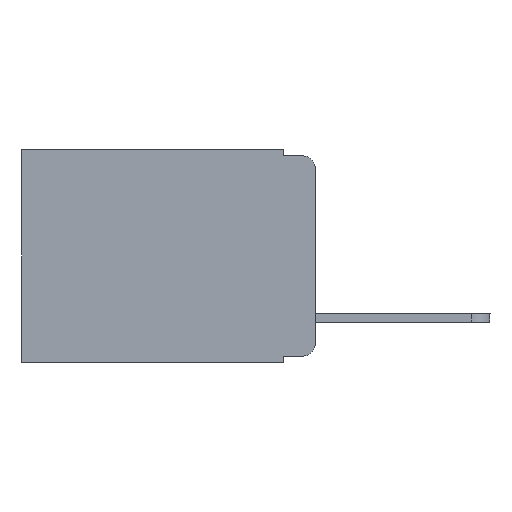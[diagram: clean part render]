
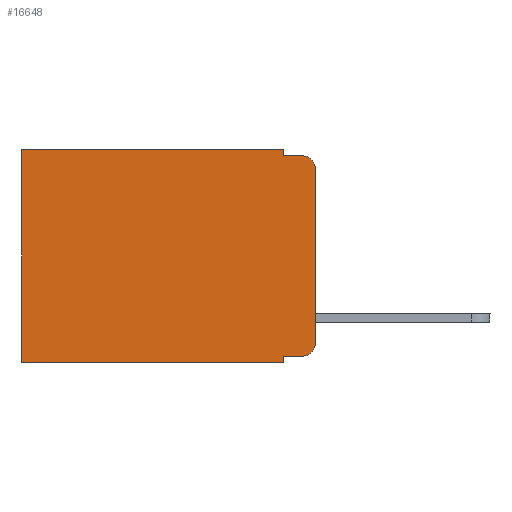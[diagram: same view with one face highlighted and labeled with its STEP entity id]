
A CAD part, left-side view. The second image highlights one B-rep face of the part: STEP entity #16648.
In plain terms, the highlighted planar face has unit normal (-1, 0, 0).
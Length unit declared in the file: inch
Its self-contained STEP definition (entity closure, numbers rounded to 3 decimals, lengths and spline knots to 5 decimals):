
#22 = VERTEX_POINT ( 'NONE', #3805 ) ;
#36 = CARTESIAN_POINT ( 'NONE',  ( 0.298, 0.051, -0.343 ) ) ;
#170 = VECTOR ( 'NONE', #15951, 39.37008 ) ;
#406 = ORIENTED_EDGE ( 'NONE', *, *, #16810, .T. ) ;
#417 = EDGE_CURVE ( 'NONE', #22, #17108, #17380, .T. ) ;
#1325 = DIRECTION ( 'NONE',  ( 0., 1., 0. ) ) ;
#1529 = ORIENTED_EDGE ( 'NONE', *, *, #3893, .F. ) ;
#2039 = CIRCLE ( 'NONE', #13905, 0.02 ) ;
#2239 = EDGE_LOOP ( 'NONE', ( #1529, #10123, #17412, #11762, #406, #17000, #15593, #17231, #12763, #15005 ) ) ;
#2493 = CARTESIAN_POINT ( 'NONE',  ( 0.298, 0.051, 0. ) ) ;
#2561 = LINE ( 'NONE', #6952, #13889 ) ;
#2572 = LINE ( 'NONE', #7050, #18141 ) ;
#2653 = CARTESIAN_POINT ( 'NONE',  ( 0.298, 0., 0. ) ) ;
#3581 = LINE ( 'NONE', #8878, #8579 ) ;
#3805 = CARTESIAN_POINT ( 'NONE',  ( 0.298, 0.051, 0. ) ) ;
#3893 = EDGE_CURVE ( 'NONE', #16281, #10204, #15287, .T. ) ;
#3976 = DIRECTION ( 'NONE',  ( 0., 0., -1. ) ) ;
#4048 = DIRECTION ( 'NONE',  ( 0., 0., -1. ) ) ;
#4491 = EDGE_CURVE ( 'NONE', #9996, #10204, #2039, .T. ) ;
#4886 = CARTESIAN_POINT ( 'NONE',  ( 0.298, 0., -0.313 ) ) ;
#5203 = VERTEX_POINT ( 'NONE', #15481 ) ;
#5781 = CARTESIAN_POINT ( 'NONE',  ( 0.298, 0., -0.343 ) ) ;
#5846 = CIRCLE ( 'NONE', #8399, 0.02 ) ;
#6008 = AXIS2_PLACEMENT_3D ( 'NONE', #2653, #11758, #3976 ) ;
#6952 = CARTESIAN_POINT ( 'NONE',  ( 0.298, 0.473, 0. ) ) ;
#6995 = CARTESIAN_POINT ( 'NONE',  ( 0.298, 0.02, -0.313 ) ) ;
#7050 = CARTESIAN_POINT ( 'NONE',  ( 0.298, 0.051, 0. ) ) ;
#7198 = DIRECTION ( 'NONE',  ( 0., 0., -1. ) ) ;
#7233 = CARTESIAN_POINT ( 'NONE',  ( 0.298, 0.02, -0.333 ) ) ;
#7686 = LINE ( 'NONE', #14073, #8632 ) ;
#8229 = DIRECTION ( 'NONE',  ( 0., 0., -1. ) ) ;
#8280 = EDGE_CURVE ( 'NONE', #13310, #10096, #2572, .T. ) ;
#8399 = AXIS2_PLACEMENT_3D ( 'NONE', #15834, #11367, #8229 ) ;
#8579 = VECTOR ( 'NONE', #1325, 39.37008 ) ;
#8632 = VECTOR ( 'NONE', #15380, 39.37008 ) ;
#8878 = CARTESIAN_POINT ( 'NONE',  ( 0.298, 0., 0. ) ) ;
#9415 = VECTOR ( 'NONE', #16445, 39.37008 ) ;
#9463 = CARTESIAN_POINT ( 'NONE',  ( 0.298, 0., -0.03 ) ) ;
#9565 = CARTESIAN_POINT ( 'NONE',  ( 0.298, 0.02, -0.01 ) ) ;
#9996 = VERTEX_POINT ( 'NONE', #7233 ) ;
#10096 = VERTEX_POINT ( 'NONE', #36 ) ;
#10123 = ORIENTED_EDGE ( 'NONE', *, *, #19261, .T. ) ;
#10186 = PLANE ( 'NONE',  #6008 ) ;
#10204 = VERTEX_POINT ( 'NONE', #4886 ) ;
#10307 = EDGE_CURVE ( 'NONE', #17108, #13240, #7686, .T. ) ;
#10485 = LINE ( 'NONE', #5781, #11657 ) ;
#11245 = CARTESIAN_POINT ( 'NONE',  ( 0.298, 0., 0. ) ) ;
#11367 = DIRECTION ( 'NONE',  ( -1., 0., 0. ) ) ;
#11657 = VECTOR ( 'NONE', #11725, 39.37008 ) ;
#11725 = DIRECTION ( 'NONE',  ( 0., 1., 0. ) ) ;
#11758 = DIRECTION ( 'NONE',  ( 1., 0., 0. ) ) ;
#11762 = ORIENTED_EDGE ( 'NONE', *, *, #417, .F. ) ;
#12553 = VERTEX_POINT ( 'NONE', #16930 ) ;
#12763 = ORIENTED_EDGE ( 'NONE', *, *, #18874, .T. ) ;
#13166 = DIRECTION ( 'NONE',  ( 0., 0., -1. ) ) ;
#13240 = VERTEX_POINT ( 'NONE', #9565 ) ;
#13310 = VERTEX_POINT ( 'NONE', #14103 ) ;
#13406 = CARTESIAN_POINT ( 'NONE',  ( 0.298, 0.051, -0.333 ) ) ;
#13889 = VECTOR ( 'NONE', #4048, 39.37008 ) ;
#13905 = AXIS2_PLACEMENT_3D ( 'NONE', #6995, #17662, #7198 ) ;
#14073 = CARTESIAN_POINT ( 'NONE',  ( 0.298, 0.051, -0.01 ) ) ;
#14103 = CARTESIAN_POINT ( 'NONE',  ( 0.298, 0.051, -0.333 ) ) ;
#14124 = EDGE_CURVE ( 'NONE', #12553, #5203, #2561, .T. ) ;
#14832 = VECTOR ( 'NONE', #18758, 39.37008 ) ;
#15005 = ORIENTED_EDGE ( 'NONE', *, *, #4491, .T. ) ;
#15238 = EDGE_CURVE ( 'NONE', #10096, #5203, #10485, .T. ) ;
#15287 = LINE ( 'NONE', #11245, #14832 ) ;
#15380 = DIRECTION ( 'NONE',  ( 0., -1., 0. ) ) ;
#15481 = CARTESIAN_POINT ( 'NONE',  ( 0.298, 0.473, -0.343 ) ) ;
#15523 = LINE ( 'NONE', #13406, #9415 ) ;
#15593 = ORIENTED_EDGE ( 'NONE', *, *, #15238, .F. ) ;
#15753 = CARTESIAN_POINT ( 'NONE',  ( 0.298, 0.051, -0.01 ) ) ;
#15834 = CARTESIAN_POINT ( 'NONE',  ( 0.298, 0.02, -0.03 ) ) ;
#15951 = DIRECTION ( 'NONE',  ( 0., 0., -1. ) ) ;
#16281 = VERTEX_POINT ( 'NONE', #9463 ) ;
#16445 = DIRECTION ( 'NONE',  ( 0., -1., 0. ) ) ;
#16648 = ADVANCED_FACE ( 'NONE', ( #19175 ), #10186, .F. ) ;
#16810 = EDGE_CURVE ( 'NONE', #22, #12553, #3581, .T. ) ;
#16930 = CARTESIAN_POINT ( 'NONE',  ( 0.298, 0.473, 0. ) ) ;
#17000 = ORIENTED_EDGE ( 'NONE', *, *, #14124, .T. ) ;
#17108 = VERTEX_POINT ( 'NONE', #15753 ) ;
#17231 = ORIENTED_EDGE ( 'NONE', *, *, #8280, .F. ) ;
#17380 = LINE ( 'NONE', #2493, #170 ) ;
#17412 = ORIENTED_EDGE ( 'NONE', *, *, #10307, .F. ) ;
#17662 = DIRECTION ( 'NONE',  ( -1., 0., 0. ) ) ;
#18141 = VECTOR ( 'NONE', #13166, 39.37008 ) ;
#18758 = DIRECTION ( 'NONE',  ( 0., 0., -1. ) ) ;
#18874 = EDGE_CURVE ( 'NONE', #13310, #9996, #15523, .T. ) ;
#19175 = FACE_OUTER_BOUND ( 'NONE', #2239, .T. ) ;
#19261 = EDGE_CURVE ( 'NONE', #16281, #13240, #5846, .T. ) ;
